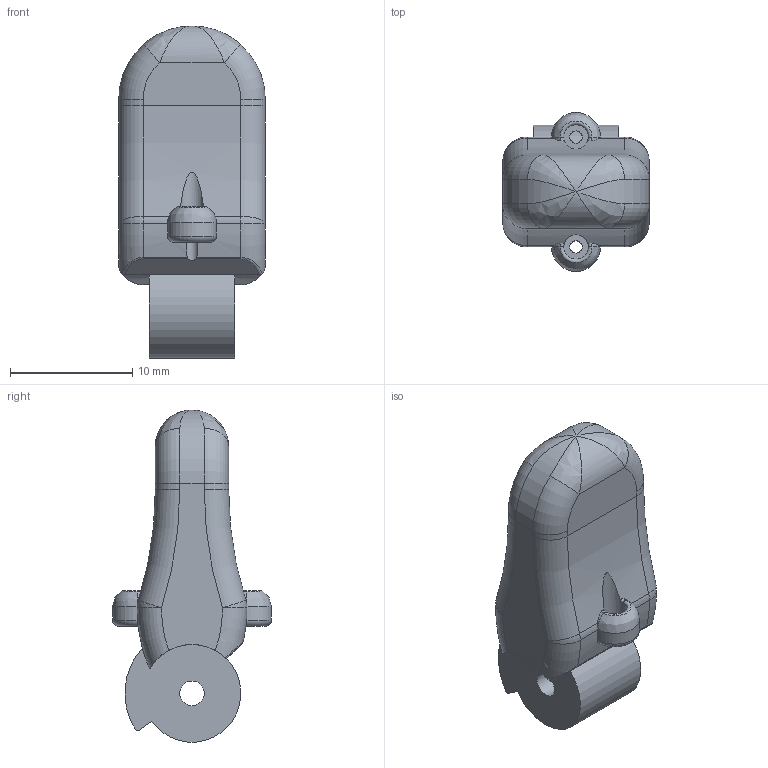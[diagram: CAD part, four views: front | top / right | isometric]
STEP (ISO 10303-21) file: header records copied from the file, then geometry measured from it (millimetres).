
FILE_DESCRIPTION(/* description */ (''),/* implementation_level */ '2;1');
FILE_NAME(/* name */ 'Distal Phalanx IV.step',/* time_stamp */ '2022-08-07T18:16:03+01:00',/* author */ (''),/* organization */ (''),/* preprocessor_version */ 'ST-DEVELOPER v18.1',/* originating_system */ 'Autodesk Translation Framework v10.10.0.1391',/* authorisation */ '');
FILE_SCHEMA (('AUTOMOTIVE_DESIGN { 1 0 10303 214 3 1 1 }'));
Length unit declared in the file: millimetre
Products named in the file (1): Distal Phalanx IV
Bounding box: 12 x 13 x 27.18 mm (x, y, z)
Volume: 1567.4 mm3; surface area: 1475.6 mm2
Topology: 1 solids, 6 shells, 133 faces, 328 edges, 201 vertices
Faces by surface type: cylinder 63, plane 34, torus 16, bspline 16, sphere 4
Full cylindrical faces by diameter (mm): 1 x2, 2 x3
Entity records: 4911 total; most frequent: CARTESIAN_POINT 1857, ORIENTED_EDGE 648, DIRECTION 603, EDGE_CURVE 324, AXIS2_PLACEMENT_3D 251, VERTEX_POINT 201, EDGE_LOOP 137, FACE_OUTER_BOUND 133
